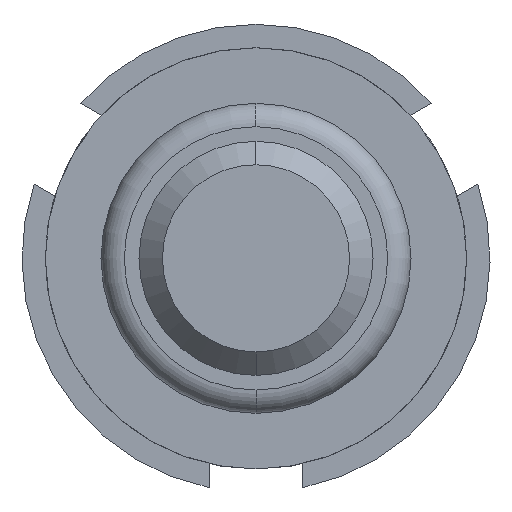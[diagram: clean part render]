
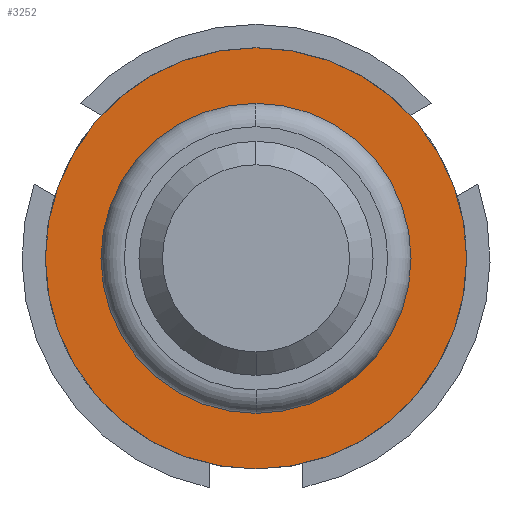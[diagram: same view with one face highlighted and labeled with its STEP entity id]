
A CAD part, front view. The second image highlights one B-rep face of the part: STEP entity #3252.
In plain terms, the highlighted planar face has unit normal (0, -1, 0).
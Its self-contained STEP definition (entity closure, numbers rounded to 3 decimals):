
#34 = VERTEX_POINT ( 'NONE', #1108 ) ;
#76 = ORIENTED_EDGE ( 'NONE', *, *, #2869, .T. ) ;
#334 = EDGE_LOOP ( 'NONE', ( #76, #1523 ) ) ;
#451 = AXIS2_PLACEMENT_3D ( 'NONE', #2635, #4292, #3491 ) ;
#479 = ORIENTED_EDGE ( 'NONE', *, *, #5297, .F. ) ;
#510 = VERTEX_POINT ( 'NONE', #4959 ) ;
#583 = PLANE ( 'NONE',  #1648 ) ;
#917 = CIRCLE ( 'NONE', #4763, 1.325 ) ;
#950 = DIRECTION ( 'NONE',  ( 0., 1., 0. ) ) ;
#1004 = DIRECTION ( 'NONE',  ( 0., 1., 0. ) ) ;
#1094 = CIRCLE ( 'NONE', #4906, 1.8 ) ;
#1108 = CARTESIAN_POINT ( 'NONE',  ( 0., -1.8, 1.8 ) ) ;
#1149 = DIRECTION ( 'NONE',  ( 0., 0., 1. ) ) ;
#1171 = DIRECTION ( 'NONE',  ( 0., 1., 0. ) ) ;
#1397 = DIRECTION ( 'NONE',  ( 0., 0., 1. ) ) ;
#1523 = ORIENTED_EDGE ( 'NONE', *, *, #2168, .T. ) ;
#1648 = AXIS2_PLACEMENT_3D ( 'NONE', #4277, #1004, #2192 ) ;
#2017 = FACE_BOUND ( 'NONE', #334, .T. ) ;
#2026 = FACE_OUTER_BOUND ( 'NONE', #2658, .T. ) ;
#2168 = EDGE_CURVE ( 'Defeature ausgef�hrt4_13+Defeature ausgef�hrt4_14+Defeature ausgef�hrt4_14+Defeature ausgef�hrt4_14', #4338, #4805, #2416, .T. ) ;
#2192 = DIRECTION ( 'NONE',  ( 0., 0., 1. ) ) ;
#2222 = DIRECTION ( 'NONE',  ( 0., 1., 0. ) ) ;
#2416 = CIRCLE ( 'NONE', #451, 1.325 ) ;
#2635 = CARTESIAN_POINT ( 'NONE',  ( 0., -1.8, 0. ) ) ;
#2658 = EDGE_LOOP ( 'NONE', ( #4549, #479 ) ) ;
#2733 = EDGE_CURVE ( 'Defeature ausgef�hrt4_12+Defeature ausgef�hrt4_13+Defeature ausgef�hrt4_13+Defeature ausgef�hrt4_13', #34, #510, #4184, .T. ) ;
#2735 = CARTESIAN_POINT ( 'NONE',  ( 0., -1.8, -1.325 ) ) ;
#2869 = EDGE_CURVE ( 'Defeature ausgef�hrt4_13+Defeature ausgef�hrt4_14+Defeature ausgef�hrt4_14+Defeature ausgef�hrt4_14', #4805, #4338, #917, .T. ) ;
#2943 = AXIS2_PLACEMENT_3D ( 'NONE', #3067, #2222, #1397 ) ;
#3067 = CARTESIAN_POINT ( 'NONE',  ( 0., -1.8, 0. ) ) ;
#3252 = ADVANCED_FACE ( 'Defeature ausgef�hrt4_13', ( #2026, #2017 ), #583, .F. ) ;
#3461 = CARTESIAN_POINT ( 'NONE',  ( 0., -1.8, 0. ) ) ;
#3491 = DIRECTION ( 'NONE',  ( 0., 0., 1. ) ) ;
#4184 = CIRCLE ( 'NONE', #2943, 1.8 ) ;
#4277 = CARTESIAN_POINT ( 'NONE',  ( 1.8, -1.8, 0. ) ) ;
#4281 = DIRECTION ( 'NONE',  ( 0., 0., 1. ) ) ;
#4292 = DIRECTION ( 'NONE',  ( 0., 1., 0. ) ) ;
#4338 = VERTEX_POINT ( 'NONE', #2735 ) ;
#4549 = ORIENTED_EDGE ( 'NONE', *, *, #2733, .F. ) ;
#4763 = AXIS2_PLACEMENT_3D ( 'NONE', #4896, #1171, #1149 ) ;
#4769 = CARTESIAN_POINT ( 'NONE',  ( 0., -1.8, 1.325 ) ) ;
#4805 = VERTEX_POINT ( 'NONE', #4769 ) ;
#4896 = CARTESIAN_POINT ( 'NONE',  ( 0., -1.8, 0. ) ) ;
#4906 = AXIS2_PLACEMENT_3D ( 'NONE', #3461, #950, #4281 ) ;
#4959 = CARTESIAN_POINT ( 'NONE',  ( 0., -1.8, -1.8 ) ) ;
#5297 = EDGE_CURVE ( 'Defeature ausgef�hrt4_12+Defeature ausgef�hrt4_13+Defeature ausgef�hrt4_13+Defeature ausgef�hrt4_13', #510, #34, #1094, .T. ) ;
